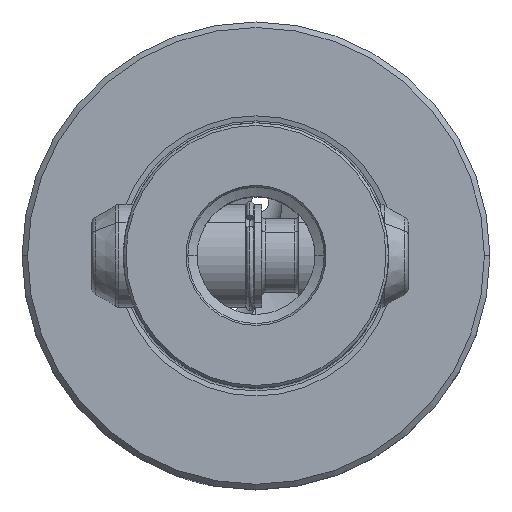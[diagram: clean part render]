
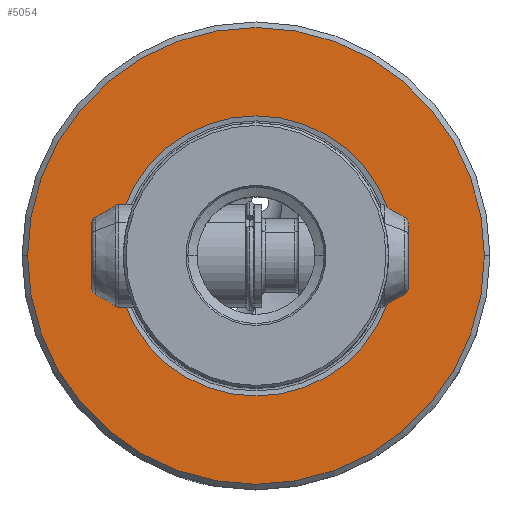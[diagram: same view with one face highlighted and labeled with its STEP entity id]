
A CAD part, top view. The second image highlights one B-rep face of the part: STEP entity #5054.
In plain terms, the highlighted planar face has unit normal (0, 0, 1).
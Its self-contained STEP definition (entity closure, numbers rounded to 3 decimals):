
#3218=VERTEX_POINT('NONE',#8183);
#5054=ADVANCED_FACE('NONE',(#10191,#10192),#10193,.T.);
#5666=EDGE_CURVE('NONE',#5828,#6686,#10872,.F.);
#5774=VERTEX_POINT('NONE',#10996);
#5828=VERTEX_POINT('NONE',#11055);
#6484=EDGE_CURVE('NONE',#3218,#5774,#11771,.T.);
#6686=VERTEX_POINT('NONE',#11997);
#6744=EDGE_CURVE('NONE',#6686,#5828,#12060,.F.);
#6854=EDGE_CURVE('NONE',#5774,#3218,#12187,.T.);
#8183=CARTESIAN_POINT('',(31.0,0.,0.0));
#10191=FACE_OUTER_BOUND('',#18138,.T.);
#10192=FACE_BOUND('',#18139,.T.);
#10193=PLANE('',#18140);
#10872=CIRCLE('',#19624,19.012);
#10996=CARTESIAN_POINT('',(-31.0,0.,0.0));
#11055=CARTESIAN_POINT('',(-19.012,0.,0.0));
#11771=CIRCLE('',#21331,31.0);
#11997=CARTESIAN_POINT('',(19.012,0.,0.0));
#12060=CIRCLE('',#21961,19.012);
#12187=CIRCLE('',#22350,31.0);
#18138=EDGE_LOOP('',(#26440,#26441));
#18139=EDGE_LOOP('',(#26442,#26443));
#18140=AXIS2_PLACEMENT_3D('',#26444,#26445,#26446);
#19624=AXIS2_PLACEMENT_3D('',#27268,#27269,#27270);
#21331=AXIS2_PLACEMENT_3D('',#28312,#28313,#28314);
#21961=AXIS2_PLACEMENT_3D('',#28653,#28654,#28655);
#22350=AXIS2_PLACEMENT_3D('',#28821,#28822,#28823);
#26440=ORIENTED_EDGE('',*,*,#6854,.F.);
#26441=ORIENTED_EDGE('',*,*,#6484,.F.);
#26442=ORIENTED_EDGE('',*,*,#6744,.F.);
#26443=ORIENTED_EDGE('',*,*,#5666,.F.);
#26444=CARTESIAN_POINT('',(-18.0,0.0,0.0));
#26445=DIRECTION('',(-0.0,0.0,1.0));
#26446=DIRECTION('',(0.0,1.0,0.0));
#27268=CARTESIAN_POINT('',(0.0,0.0,0.0));
#27269=DIRECTION('',(0.0,0.0,-1.0));
#27270=DIRECTION('',(1.0,0.,0.0));
#28312=CARTESIAN_POINT('',(0.0,0.0,0.0));
#28313=DIRECTION('',(0.0,0.0,-1.0));
#28314=DIRECTION('',(-1.0,0.,0.0));
#28653=CARTESIAN_POINT('',(0.0,0.0,0.0));
#28654=DIRECTION('',(0.0,0.0,-1.0));
#28655=DIRECTION('',(1.0,0.,0.0));
#28821=CARTESIAN_POINT('',(0.0,0.0,0.0));
#28822=DIRECTION('',(0.0,0.0,-1.0));
#28823=DIRECTION('',(-1.0,0.,0.0));
